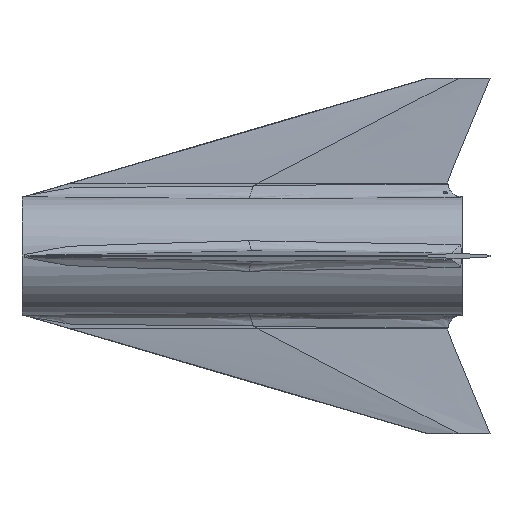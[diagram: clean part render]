
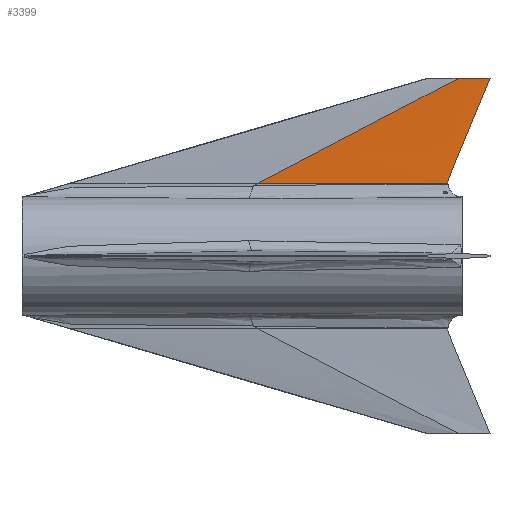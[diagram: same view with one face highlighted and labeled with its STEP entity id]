
A CAD part, left-side view. The second image highlights one B-rep face of the part: STEP entity #3399.
In plain terms, the highlighted free-form (B-spline) face has degree [3, 1] with [9, 2] control points.
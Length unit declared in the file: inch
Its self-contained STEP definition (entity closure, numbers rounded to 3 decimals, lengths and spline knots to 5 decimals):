
#42 = CARTESIAN_POINT ( 'NONE',  ( -0.016, 0.63774, 1.35 ) ) ;
#631 = CARTESIAN_POINT ( 'NONE',  ( -0.01548, 0.61413, 1.35 ) ) ;
#632 = CARTESIAN_POINT ( 'NONE',  ( -0.05, 0.425, 3.3075 ) ) ;
#926 = CARTESIAN_POINT ( 'NONE',  ( -0.016, 0.287, 2.2 ) ) ;
#1022 = VERTEX_POINT ( 'NONE', #5953 ) ;
#1172 = EDGE_CURVE ( 'NONE', #1022, #5507, #2574, .T. ) ;
#1203 = EDGE_CURVE ( 'NONE', #6901, #7994, #3173, .T. ) ;
#1360 = CARTESIAN_POINT ( 'NONE',  ( -0.09419, 4.15883, 1.35 ) ) ;
#1610 = CARTESIAN_POINT ( 'NONE',  ( -0.086, 3.999, 1.0925 ) ) ;
#1667 = CARTESIAN_POINT ( 'NONE',  ( -0.03, 1.395, 1.0925 ) ) ;
#1776 = CARTESIAN_POINT ( 'NONE',  ( -0.01589, -0.17198, 3.3075 ) ) ;
#1858 = EDGE_LOOP ( 'NONE', ( #11464, #11676, #3347, #8054, #10475 ) ) ;
#1868 = VECTOR ( 'NONE', #7774, 39.37008 ) ;
#2033 = CARTESIAN_POINT ( 'NONE',  ( -0.016, 0.59534, 1.45277 ) ) ;
#2202 = VECTOR ( 'NONE', #10544, 39.37008 ) ;
#2391 = LINE ( 'NONE', #632, #2202 ) ;
#2474 = B_SPLINE_CURVE_WITH_KNOTS ( 'NONE', 3,
 ( #9234, #2846, #8403, #3031, #3926, #6456, #7533, #2033 ),
 .UNSPECIFIED., .F., .F.,
 ( 4, 2, 2, 4 ),
 ( 0.00041, 0.00174, 0.00241, 0.00307 ),
 .UNSPECIFIED. ) ;
#2540 = CARTESIAN_POINT ( 'NONE',  ( -0.1, 4.65, 1.0925 ) ) ;
#2574 = LINE ( 'NONE', #926, #10931 ) ;
#2846 = CARTESIAN_POINT ( 'NONE',  ( -0.01565, 0.61465, 1.36751 ) ) ;
#3031 = CARTESIAN_POINT ( 'NONE',  ( -0.01591, 0.60864, 1.41074 ) ) ;
#3173 = B_SPLINE_CURVE_WITH_KNOTS ( 'NONE', 3,
 ( #7123, #10728, #8121, #42, #3628, #6346, #9729, #6585, #10193 ),
 .UNSPECIFIED., .F., .F.,
 ( 4, 3, 2, 4 ),
 ( 0.00029, 0.00089, 0.04562, 0.09035 ),
 .UNSPECIFIED. ) ;
#3301 = CARTESIAN_POINT ( 'NONE',  ( -0.02733, 0.02833, 3.3075 ) ) ;
#3347 = ORIENTED_EDGE ( 'NONE', *, *, #1172, .T. ) ;
#3399 = ADVANCED_FACE ( 'NONE', ( #7144 ), #11463, .T. ) ;
#3628 = CARTESIAN_POINT ( 'NONE',  ( -0.02903, 1.22459, 1.35 ) ) ;
#3926 = CARTESIAN_POINT ( 'NONE',  ( -0.01594, 0.6066, 1.41936 ) ) ;
#4490 = CARTESIAN_POINT ( 'NONE',  ( -0.04433, 0.32583, 3.3075 ) ) ;
#4525 = DIRECTION ( 'NONE',  ( 0., -0.381, 0.924 ) ) ;
#4821 = CARTESIAN_POINT ( 'NONE',  ( -0.016, -0.17, 3.3075 ) ) ;
#5059 = LINE ( 'NONE', #6822, #1868 ) ;
#5206 = CARTESIAN_POINT ( 'NONE',  ( -0.072, 3.348, 1.0925 ) ) ;
#5261 = CARTESIAN_POINT ( 'NONE',  ( -0.02167, -0.07083, 3.3075 ) ) ;
#5379 = CARTESIAN_POINT ( 'NONE',  ( -0.01566, -0.17595, 3.3075 ) ) ;
#5507 = VERTEX_POINT ( 'NONE', #4821 ) ;
#5953 = CARTESIAN_POINT ( 'NONE',  ( -0.016, 0.59534, 1.45277 ) ) ;
#6025 = EDGE_CURVE ( 'NONE', #6901, #1022, #2474, .T. ) ;
#6089 = CARTESIAN_POINT ( 'NONE',  ( -0.01572, 0.73098, 1.0925 ) ) ;
#6204 = CARTESIAN_POINT ( 'NONE',  ( -0.044, 2.046, 1.0925 ) ) ;
#6233 = VERTEX_POINT ( 'NONE', #6869 ) ;
#6346 = CARTESIAN_POINT ( 'NONE',  ( -0.04206, 1.81144, 1.35 ) ) ;
#6456 = CARTESIAN_POINT ( 'NONE',  ( -0.01599, 0.60164, 1.43628 ) ) ;
#6585 = CARTESIAN_POINT ( 'NONE',  ( -0.08116, 3.57198, 1.35 ) ) ;
#6822 = CARTESIAN_POINT ( 'NONE',  ( -0.075, 2.5375, 2.2 ) ) ;
#6869 = CARTESIAN_POINT ( 'NONE',  ( -0.05, 0.425, 3.3075 ) ) ;
#6901 = VERTEX_POINT ( 'NONE', #631 ) ;
#6915 = CARTESIAN_POINT ( 'NONE',  ( -0.01577, -0.17397, 3.3075 ) ) ;
#6977 = CARTESIAN_POINT ( 'NONE',  ( -0.01516, 0.70494, 1.0925 ) ) ;
#6979 = EDGE_CURVE ( 'NONE', #6233, #7994, #5059, .T. ) ;
#7123 = CARTESIAN_POINT ( 'NONE',  ( -0.01548, 0.61413, 1.35 ) ) ;
#7144 = FACE_OUTER_BOUND ( 'NONE', #1858, .T. ) ;
#7533 = CARTESIAN_POINT ( 'NONE',  ( -0.016, 0.59871, 1.4446 ) ) ;
#7774 = DIRECTION ( 'NONE',  ( -0.01, 0.886, -0.464 ) ) ;
#7911 = CARTESIAN_POINT ( 'NONE',  ( -0.016, 0.744, 1.0925 ) ) ;
#7994 = VERTEX_POINT ( 'NONE', #1360 ) ;
#8054 = ORIENTED_EDGE ( 'NONE', *, *, #9328, .F. ) ;
#8121 = CARTESIAN_POINT ( 'NONE',  ( -0.01583, 0.62987, 1.35 ) ) ;
#8403 = CARTESIAN_POINT ( 'NONE',  ( -0.01578, 0.61334, 1.38488 ) ) ;
#8739 = CARTESIAN_POINT ( 'NONE',  ( -0.03867, 0.22667, 3.3075 ) ) ;
#8799 = CARTESIAN_POINT ( 'NONE',  ( -0.01544, 0.71796, 1.0925 ) ) ;
#8853 = CARTESIAN_POINT ( 'NONE',  ( -0.05, 0.425, 3.3075 ) ) ;
#9234 = CARTESIAN_POINT ( 'NONE',  ( -0.01548, 0.61413, 1.35 ) ) ;
#9328 = EDGE_CURVE ( 'NONE', #6233, #5507, #2391, .T. ) ;
#9729 = CARTESIAN_POINT ( 'NONE',  ( -0.06812, 2.98514, 1.35 ) ) ;
#10193 = CARTESIAN_POINT ( 'NONE',  ( -0.09419, 4.15883, 1.35 ) ) ;
#10475 = ORIENTED_EDGE ( 'NONE', *, *, #6979, .T. ) ;
#10544 = DIRECTION ( 'NONE',  ( 0.057, -0.998, 0. ) ) ;
#10728 = CARTESIAN_POINT ( 'NONE',  ( -0.01565, 0.622, 1.35 ) ) ;
#10931 = VECTOR ( 'NONE', #4525, 39.37008 ) ;
#11463 = B_SPLINE_SURFACE_WITH_KNOTS ( 'NONE', 3, 1, ( 
 ( #2540, #8853 ),
 ( #1610, #4490 ),
 ( #5206, #8739 ),
 ( #6204, #3301 ),
 ( #1667, #5261 ),
 ( #7911, #11479 ),
 ( #6089, #1776 ),
 ( #8799, #6915 ),
 ( #6977, #5379 ) ),
 .UNSPECIFIED., .F., .F., .F.,
 ( 4, 2, 3, 4 ),
 ( 2, 2 ),
 ( 0., 0.5, 1., 1.01 ),
 ( 0., 1. ),
 .UNSPECIFIED. ) ;
#11464 = ORIENTED_EDGE ( 'NONE', *, *, #1203, .F. ) ;
#11479 = CARTESIAN_POINT ( 'NONE',  ( -0.016, -0.17, 3.3075 ) ) ;
#11676 = ORIENTED_EDGE ( 'NONE', *, *, #6025, .T. ) ;
